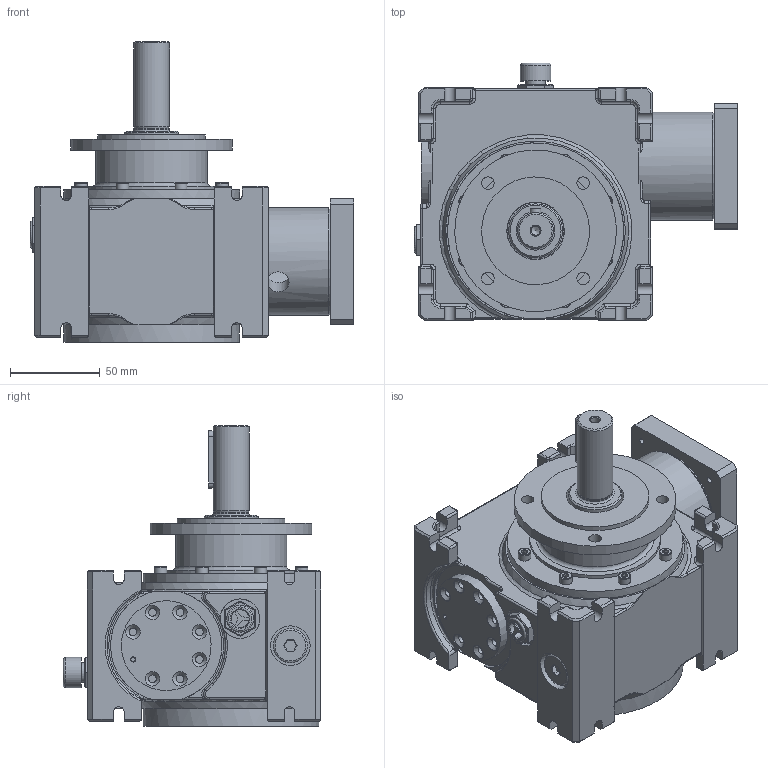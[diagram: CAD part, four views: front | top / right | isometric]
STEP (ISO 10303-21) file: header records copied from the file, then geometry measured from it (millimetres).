
FILE_DESCRIPTION( ( 'Unknown' ), '1' );
FILE_NAME( 'SGG36-11.stp', 'Unknown', ( 'Unknown' ), ( 'Unknown' ), 'PSStep 13.0', 'Unknown', ' ' );
FILE_SCHEMA( ( 'AUTOMOTIVE_DESIGN { 1 0 10303 214 1 1 1 1 }' ) );
Length unit declared in the file: millimetre
Products named in the file (1): Gehaeuse
Bounding box: 180 x 143.5 x 167.5 mm (x, y, z)
Volume: 1423108.7 mm3; surface area: 149917.5 mm2
Topology: 1 solids, 26 shells, 1115 faces, 2643 edges, 1682 vertices
Faces by surface type: plane 532, cylinder 328, cone 122, torus 94, bspline 39
Full cylindrical faces by diameter (mm): 3.242 x20, 4 x17, 4.134 x8, 4.3 x8, 4.5 x32, 5 x1, 7 x20, 8 x31, 10 x1, 11 x1, 12 x1, 17 x4, 19 x4, 19.6 x1, 20 x1, 22 x4, 29.6 x1, 30 x1, 32 x1, 35 x1, 50 x1, 59 x1, 60 x3, 62 x1, 73 x1, 90 x1, 98 x2
Entity records: 52607 total; most frequent: CARTESIAN_POINT 19271, DIRECTION 5153, ORIENTED_EDGE 4610, EDGE_CURVE 2305, AXIS2_PLACEMENT_3D 1970, VERTEX_POINT 1581, EDGE_LOOP 1501, FACE_OUTER_BOUND 1313
